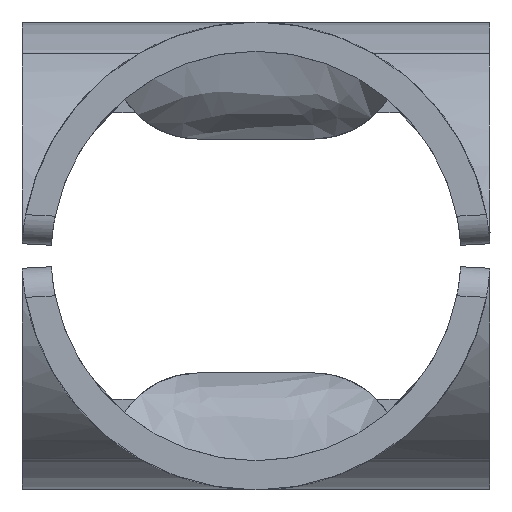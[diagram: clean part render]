
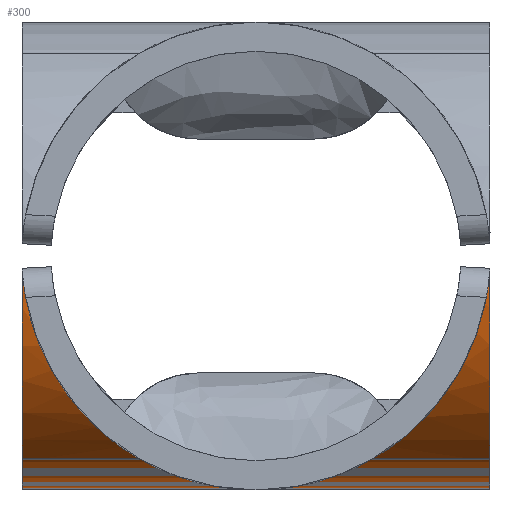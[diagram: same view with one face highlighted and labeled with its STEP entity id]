
A CAD part, front view. The second image highlights one B-rep face of the part: STEP entity #300.
In plain terms, the highlighted cylindrical face has radius 16 mm (diameter 32 mm), a partial arc.
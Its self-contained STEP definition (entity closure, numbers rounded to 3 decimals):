
#112=CARTESIAN_POINT('',(16.0,13.856,-8.));
#113=VERTEX_POINT('',#112);
#114=CARTESIAN_POINT('',(-16.0,13.856,-8.));
#115=VERTEX_POINT('',#114);
#116=CARTESIAN_POINT('',(16.0,13.856,-8.));
#117=DIRECTION('',(-1.0,0.0,0.0));
#118=VECTOR('',#117,32.0);
#119=LINE('',#116,#118);
#120=EDGE_CURVE('',#113,#115,#119,.T.);
#147=CARTESIAN_POINT('',(0.0,0.0,0.0));
#148=DIRECTION('',(1.0,0.0,0.0));
#149=DIRECTION('',(0.0,-1.0,0.0));
#150=AXIS2_PLACEMENT_3D('',#147,#148,#149);
#151=CYLINDRICAL_SURFACE('',#150,16.0);
#152=ORIENTED_EDGE('',*,*,#120,.T.);
#153=CARTESIAN_POINT('',(-16.,0.839,15.978));
#154=VERTEX_POINT('',#153);
#155=CARTESIAN_POINT('',(-16.0,0.0,0.0));
#156=DIRECTION('',(-1.0,0.0,0.0));
#157=DIRECTION('',(0.0,-1.0,0.0));
#158=AXIS2_PLACEMENT_3D('',#155,#156,#157);
#159=CIRCLE('',#158,16.0);
#160=EDGE_CURVE('',#154,#115,#159,.T.);
#161=ORIENTED_EDGE('',*,*,#160,.F.);
#162=CARTESIAN_POINT('',(-15.978,0.837,15.978));
#163=VERTEX_POINT('',#162);
#164=CARTESIAN_POINT('',(0.0,0.0,0.0));
#165=DIRECTION('',(0.052,0.999,0.0));
#166=DIRECTION('',(0.999,-0.052,0.0));
#167=AXIS2_PLACEMENT_3D('',#164,#165,#166);
#168=ELLIPSE('',#167,305.717,16.);
#169=EDGE_CURVE('',#154,#163,#168,.T.);
#170=ORIENTED_EDGE('',*,*,#169,.T.);
#171=CARTESIAN_POINT('',(-9.926,12.549,9.926));
#172=VERTEX_POINT('',#171);
#173=CARTESIAN_POINT('',(0.0,0.0,0.0));
#174=DIRECTION('',(0.707,0.0,0.707));
#175=DIRECTION('',(0.707,0.0,-0.707));
#176=AXIS2_PLACEMENT_3D('',#173,#174,#175);
#177=ELLIPSE('',#176,22.627,16.);
#178=EDGE_CURVE('',#172,#163,#177,.T.);
#179=ORIENTED_EDGE('',*,*,#178,.F.);
#180=CARTESIAN_POINT('',(-6.957,11.987,10.598));
#181=VERTEX_POINT('',#180);
#182=CARTESIAN_POINT('',(-9.926,12.549,9.926));
#183=CARTESIAN_POINT('',(-9.784,12.661,9.784));
#184=CARTESIAN_POINT('',(-9.611,12.765,9.647));
#185=CARTESIAN_POINT('',(-9.305,12.886,9.485));
#186=CARTESIAN_POINT('',(-9.186,12.921,9.437));
#187=CARTESIAN_POINT('',(-8.94,12.968,9.372));
#188=CARTESIAN_POINT('',(-8.813,12.981,9.354));
#189=CARTESIAN_POINT('',(-8.685,12.981,9.354));
#190=CARTESIAN_POINT('',(-8.539,12.981,9.354));
#191=CARTESIAN_POINT('',(-8.396,12.965,9.377));
#192=CARTESIAN_POINT('',(-8.123,12.905,9.458));
#193=CARTESIAN_POINT('',(-7.993,12.862,9.518));
#194=CARTESIAN_POINT('',(-7.631,12.701,9.733));
#195=CARTESIAN_POINT('',(-7.427,12.551,9.927));
#196=CARTESIAN_POINT('',(-7.15,12.274,10.266));
#197=CARTESIAN_POINT('',(-7.044,12.136,10.429));
#198=CARTESIAN_POINT('',(-6.957,11.987,10.598));
#199=B_SPLINE_CURVE_WITH_KNOTS('',3,(#182,#183,#184,#185,#186,#187,#188,#189,#190,#191,#192,#193,#194,#195,#196,#197,#198),.UNSPECIFIED.,.F.,.U.,(4,2,2,3,2,2,2,4),(1.314,1.382,1.42,1.459,1.502,1.546,1.634,1.701),.UNSPECIFIED.);
#200=EDGE_CURVE('',#181,#172,#199,.F.);
#201=ORIENTED_EDGE('',*,*,#200,.F.);
#202=CARTESIAN_POINT('',(-6.524,11.382,11.245));
#203=VERTEX_POINT('',#202);
#204=CARTESIAN_POINT('',(-6.957,11.987,10.598));
#205=CARTESIAN_POINT('',(-6.843,11.792,10.818));
#206=CARTESIAN_POINT('',(-6.7,11.584,11.04));
#207=CARTESIAN_POINT('',(-6.524,11.382,11.245));
#208=B_SPLINE_CURVE_WITH_KNOTS('',3,(#204,#205,#206,#207),.UNSPECIFIED.,.F.,.U.,(4,4),(1.151,1.245),.UNSPECIFIED.);
#209=EDGE_CURVE('',#181,#203,#208,.T.);
#210=ORIENTED_EDGE('',*,*,#209,.T.);
#211=CARTESIAN_POINT('',(-3.5,12.286,10.25));
#212=VERTEX_POINT('',#211);
#213=CARTESIAN_POINT('',(-3.5,12.286,10.25));
#214=CARTESIAN_POINT('',(-3.89,12.286,10.25));
#215=CARTESIAN_POINT('',(-4.667,12.246,10.297));
#216=CARTESIAN_POINT('',(-5.633,12.047,10.535));
#217=CARTESIAN_POINT('',(-6.238,11.711,10.904));
#218=CARTESIAN_POINT('',(-6.458,11.483,11.144));
#219=CARTESIAN_POINT('',(-6.527,11.384,11.245));
#220=B_SPLINE_CURVE_WITH_KNOTS('',3,(#213,#214,#215,#216,#217,#218,#219),.UNSPECIFIED.,.F.,.U.,(4,1,1,1,4),(1.999,2.116,2.233,2.292,2.329),.UNSPECIFIED.);
#221=EDGE_CURVE('',#212,#203,#220,.T.);
#222=ORIENTED_EDGE('',*,*,#221,.F.);
#223=CARTESIAN_POINT('',(3.5,12.286,10.25));
#224=VERTEX_POINT('',#223);
#225=CARTESIAN_POINT('',(3.5,12.286,10.25));
#226=DIRECTION('',(-1.0,0.0,0.0));
#227=VECTOR('',#226,7.);
#228=LINE('',#225,#227);
#229=EDGE_CURVE('',#224,#212,#228,.T.);
#230=ORIENTED_EDGE('',*,*,#229,.F.);
#231=CARTESIAN_POINT('',(6.524,11.382,11.245));
#232=VERTEX_POINT('',#231);
#233=CARTESIAN_POINT('',(6.524,11.382,11.246));
#234=CARTESIAN_POINT('',(6.353,11.631,10.994));
#235=CARTESIAN_POINT('',(5.745,12.031,10.552));
#236=CARTESIAN_POINT('',(4.673,12.242,10.302));
#237=CARTESIAN_POINT('',(3.89,12.286,10.25));
#238=CARTESIAN_POINT('',(3.5,12.286,10.25));
#239=B_SPLINE_CURVE_WITH_KNOTS('',3,(#233,#234,#235,#236,#237,#238),.UNSPECIFIED.,.F.,.U.,(4,1,1,4),(0.946,1.043,1.16,1.277),.UNSPECIFIED.);
#240=EDGE_CURVE('',#232,#224,#239,.T.);
#241=ORIENTED_EDGE('',*,*,#240,.F.);
#242=CARTESIAN_POINT('',(6.957,11.987,10.598));
#243=VERTEX_POINT('',#242);
#244=CARTESIAN_POINT('',(6.524,11.382,11.245));
#245=CARTESIAN_POINT('',(6.7,11.584,11.04));
#246=CARTESIAN_POINT('',(6.843,11.792,10.818));
#247=CARTESIAN_POINT('',(6.957,11.987,10.598));
#248=B_SPLINE_CURVE_WITH_KNOTS('',3,(#244,#245,#246,#247),.UNSPECIFIED.,.F.,.U.,(4,4),(5.146,5.24),.UNSPECIFIED.);
#249=EDGE_CURVE('',#232,#243,#248,.T.);
#250=ORIENTED_EDGE('',*,*,#249,.T.);
#251=CARTESIAN_POINT('',(9.926,12.549,9.926));
#252=VERTEX_POINT('',#251);
#253=CARTESIAN_POINT('',(6.957,11.987,10.598));
#254=CARTESIAN_POINT('',(7.069,12.18,10.379));
#255=CARTESIAN_POINT('',(7.215,12.356,10.168));
#256=CARTESIAN_POINT('',(7.539,12.632,9.823));
#257=CARTESIAN_POINT('',(7.731,12.755,9.661));
#258=CARTESIAN_POINT('',(8.065,12.886,9.485));
#259=CARTESIAN_POINT('',(8.184,12.921,9.437));
#260=CARTESIAN_POINT('',(8.43,12.968,9.372));
#261=CARTESIAN_POINT('',(8.557,12.981,9.354));
#262=CARTESIAN_POINT('',(8.685,12.981,9.354));
#263=CARTESIAN_POINT('',(8.831,12.981,9.354));
#264=CARTESIAN_POINT('',(8.974,12.965,9.377));
#265=CARTESIAN_POINT('',(9.247,12.905,9.458));
#266=CARTESIAN_POINT('',(9.377,12.862,9.518));
#267=CARTESIAN_POINT('',(9.658,12.737,9.684));
#268=CARTESIAN_POINT('',(9.802,12.647,9.802));
#269=CARTESIAN_POINT('',(9.926,12.549,9.926));
#270=B_SPLINE_CURVE_WITH_KNOTS('',3,(#253,#254,#255,#256,#257,#258,#259,#260,#261,#262,#263,#264,#265,#266,#267,#268,#269),.UNSPECIFIED.,.F.,.U.,(4,2,2,2,3,2,2,4),(1.217,1.305,1.382,1.42,1.459,1.502,1.546,1.604),.UNSPECIFIED.);
#271=EDGE_CURVE('',#243,#252,#270,.T.);
#272=ORIENTED_EDGE('',*,*,#271,.T.);
#273=CARTESIAN_POINT('',(15.978,0.837,15.978));
#274=VERTEX_POINT('',#273);
#275=CARTESIAN_POINT('',(0.0,0.0,0.0));
#276=DIRECTION('',(-0.707,0.0,0.707));
#277=DIRECTION('',(-0.707,0.0,-0.707));
#278=AXIS2_PLACEMENT_3D('',#275,#276,#277);
#279=ELLIPSE('',#278,22.627,16.);
#280=EDGE_CURVE('',#274,#252,#279,.T.);
#281=ORIENTED_EDGE('',*,*,#280,.F.);
#282=CARTESIAN_POINT('',(16.0,0.839,15.978));
#283=VERTEX_POINT('',#282);
#284=CARTESIAN_POINT('',(0.,0.0,0.0));
#285=DIRECTION('',(-0.052,0.999,0.0));
#286=DIRECTION('',(-0.999,-0.052,0.0));
#287=AXIS2_PLACEMENT_3D('',#284,#285,#286);
#288=ELLIPSE('',#287,305.717,16.0);
#289=EDGE_CURVE('',#274,#283,#288,.T.);
#290=ORIENTED_EDGE('',*,*,#289,.T.);
#291=CARTESIAN_POINT('',(16.0,0.0,0.0));
#292=DIRECTION('',(1.0,0.0,0.0));
#293=DIRECTION('',(0.0,-1.0,0.0));
#294=AXIS2_PLACEMENT_3D('',#291,#292,#293);
#295=CIRCLE('',#294,16.0);
#296=EDGE_CURVE('',#113,#283,#295,.T.);
#297=ORIENTED_EDGE('',*,*,#296,.F.);
#298=EDGE_LOOP('',(#152,#161,#170,#179,#201,#210,#222,#230,#241,#250,#272,#281,#290,#297));
#299=FACE_OUTER_BOUND('',#298,.T.);
#300=ADVANCED_FACE('',(#299),#151,.T.);
